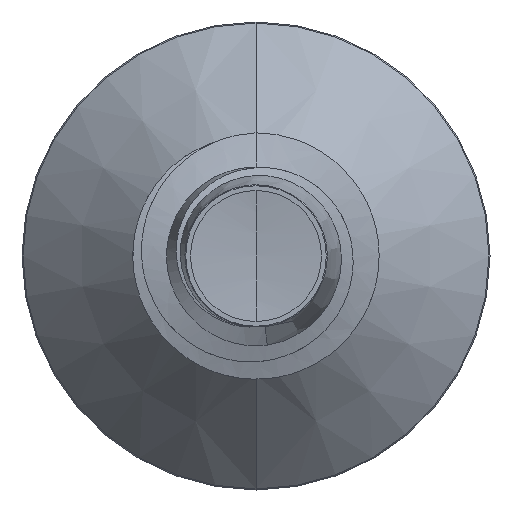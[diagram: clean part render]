
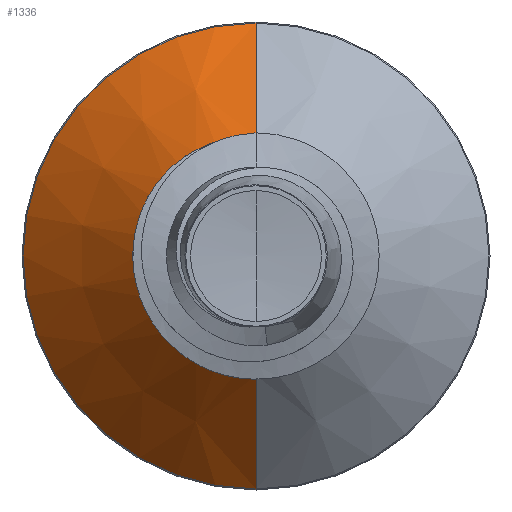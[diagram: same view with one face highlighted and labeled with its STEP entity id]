
A CAD part, front view. The second image highlights one B-rep face of the part: STEP entity #1336.
In plain terms, the highlighted conical face has half-angle 45 degrees and reference radius 0.97 mm.
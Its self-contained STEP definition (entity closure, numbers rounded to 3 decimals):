
#1 = EDGE_LOOP ( 'NONE', ( #5188, #6655, #7984, #3595 ) ) ;
#185 = CARTESIAN_POINT ( 'NONE',  ( 0., 2.141, 0. ) ) ;
#261 = CIRCLE ( 'NONE', #6890, 0.97 ) ;
#590 = CARTESIAN_POINT ( 'NONE',  ( 0., 1.22, 0.97 ) ) ;
#1336 = ADVANCED_FACE ( 'NONE', ( #7595 ), #5890, .T. ) ;
#1826 = DIRECTION ( 'NONE',  ( 0., 0., 1. ) ) ;
#1828 = DIRECTION ( 'NONE',  ( 0., 1., 0. ) ) ;
#2182 = VERTEX_POINT ( 'NONE', #2567 ) ;
#2567 = CARTESIAN_POINT ( 'NONE',  ( 0., 2.141, -1.891 ) ) ;
#2634 = AXIS2_PLACEMENT_3D ( 'NONE', #185, #1828, #1826 ) ;
#2742 = VERTEX_POINT ( 'NONE', #590 ) ;
#2764 = LINE ( 'NONE', #6793, #6197 ) ;
#3101 = LINE ( 'NONE', #7282, #7477 ) ;
#3150 = EDGE_CURVE ( 'NONE', #2182, #6160, #5065, .T. ) ;
#3595 = ORIENTED_EDGE ( 'NONE', *, *, #3150, .F. ) ;
#3997 = AXIS2_PLACEMENT_3D ( 'NONE', #6181, #6965, #6282 ) ;
#4927 = VERTEX_POINT ( 'NONE', #6030 ) ;
#5065 = CIRCLE ( 'NONE', #2634, 1.891 ) ;
#5188 = ORIENTED_EDGE ( 'NONE', *, *, #5789, .F. ) ;
#5789 = EDGE_CURVE ( 'NONE', #4927, #2182, #2764, .T. ) ;
#5890 = CONICAL_SURFACE ( 'NONE', #3997, 0.97, 0.785 ) ;
#6030 = CARTESIAN_POINT ( 'NONE',  ( 0., 1.22, -0.97 ) ) ;
#6160 = VERTEX_POINT ( 'NONE', #7862 ) ;
#6181 = CARTESIAN_POINT ( 'NONE',  ( 0., 1.22, 0. ) ) ;
#6197 = VECTOR ( 'NONE', #6778, 1000. ) ;
#6282 = DIRECTION ( 'NONE',  ( 0., 0., 1. ) ) ;
#6399 = DIRECTION ( 'NONE',  ( 0., 0., 1. ) ) ;
#6406 = DIRECTION ( 'NONE',  ( 0., 1., 0. ) ) ;
#6410 = CARTESIAN_POINT ( 'NONE',  ( 0., 1.22, 0. ) ) ;
#6416 = EDGE_CURVE ( 'NONE', #2742, #6160, #3101, .T. ) ;
#6505 = EDGE_CURVE ( 'NONE', #4927, #2742, #261, .T. ) ;
#6655 = ORIENTED_EDGE ( 'NONE', *, *, #6505, .T. ) ;
#6778 = DIRECTION ( 'NONE',  ( 0., 0.707, -0.707 ) ) ;
#6793 = CARTESIAN_POINT ( 'NONE',  ( 0., 1.22, -0.97 ) ) ;
#6890 = AXIS2_PLACEMENT_3D ( 'NONE', #6410, #6406, #6399 ) ;
#6965 = DIRECTION ( 'NONE',  ( 0., 1., 0. ) ) ;
#7270 = DIRECTION ( 'NONE',  ( 0., 0.707, 0.707 ) ) ;
#7282 = CARTESIAN_POINT ( 'NONE',  ( 0., 1.22, 0.97 ) ) ;
#7477 = VECTOR ( 'NONE', #7270, 1000. ) ;
#7595 = FACE_OUTER_BOUND ( 'NONE', #1, .T. ) ;
#7862 = CARTESIAN_POINT ( 'NONE',  ( 0., 2.141, 1.891 ) ) ;
#7984 = ORIENTED_EDGE ( 'NONE', *, *, #6416, .T. ) ;
